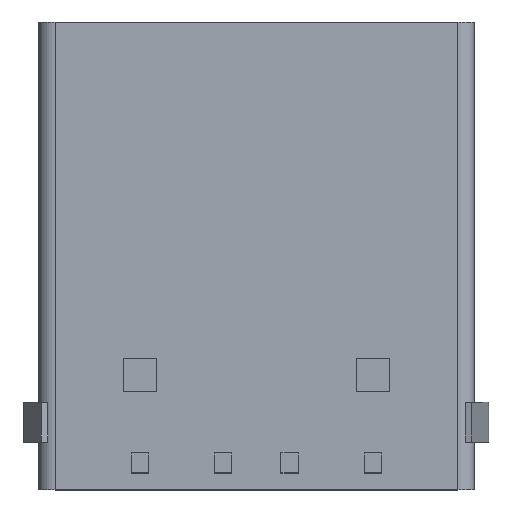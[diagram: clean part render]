
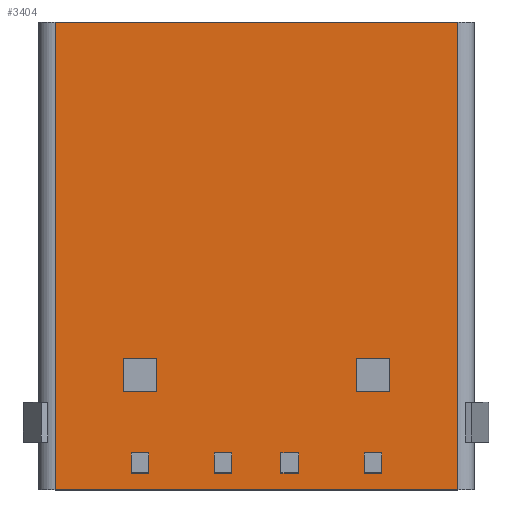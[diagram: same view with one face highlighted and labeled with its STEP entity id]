
A CAD part, top view. The second image highlights one B-rep face of the part: STEP entity #3404.
In plain terms, the highlighted planar face has unit normal (0, 0, 1).
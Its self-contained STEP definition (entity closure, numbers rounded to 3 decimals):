
#53=DIRECTION('',(1.,0.,0.));
#54=VECTOR('',#53,12.1);
#55=CARTESIAN_POINT('',(-6.05,-7.025,2.86));
#56=LINE('',#55,#54);
#175=DIRECTION('',(0.,-1.,0.));
#176=VECTOR('',#175,14.05);
#177=CARTESIAN_POINT('',(-6.05,7.025,2.86));
#178=LINE('',#177,#176);
#182=DIRECTION('',(0.,-1.,0.));
#183=VECTOR('',#182,14.05);
#184=CARTESIAN_POINT('',(6.05,7.025,2.86));
#185=LINE('',#184,#183);
#189=DIRECTION('',(0.,1.,0.));
#190=VECTOR('',#189,0.6);
#191=CARTESIAN_POINT('',(1.265,-6.525,2.86));
#192=LINE('',#191,#190);
#196=DIRECTION('',(-1.,0.,0.));
#197=VECTOR('',#196,0.529);
#198=CARTESIAN_POINT('',(1.265,-5.925,2.86));
#199=LINE('',#198,#197);
#203=DIRECTION('',(0.,-1.,0.));
#204=VECTOR('',#203,0.6);
#205=CARTESIAN_POINT('',(0.735,-5.925,2.86));
#206=LINE('',#205,#204);
#210=DIRECTION('',(1.,0.,0.));
#211=VECTOR('',#210,0.529);
#212=CARTESIAN_POINT('',(0.735,-6.525,2.86));
#213=LINE('',#212,#211);
#217=DIRECTION('',(1.,0.,0.));
#218=VECTOR('',#217,0.529);
#219=CARTESIAN_POINT('',(-1.265,-6.525,2.86));
#220=LINE('',#219,#218);
#224=DIRECTION('',(0.,1.,0.));
#225=VECTOR('',#224,0.6);
#226=CARTESIAN_POINT('',(-0.735,-6.525,2.86));
#227=LINE('',#226,#225);
#231=DIRECTION('',(-1.,0.,0.));
#232=VECTOR('',#231,0.529);
#233=CARTESIAN_POINT('',(-0.735,-5.925,2.86));
#234=LINE('',#233,#232);
#238=DIRECTION('',(0.,-1.,0.));
#239=VECTOR('',#238,0.6);
#240=CARTESIAN_POINT('',(-1.265,-5.925,2.86));
#241=LINE('',#240,#239);
#245=DIRECTION('',(0.,1.,0.));
#246=VECTOR('',#245,0.6);
#247=CARTESIAN_POINT('',(3.765,-6.525,2.86));
#248=LINE('',#247,#246);
#252=DIRECTION('',(-1.,0.,0.));
#253=VECTOR('',#252,0.529);
#254=CARTESIAN_POINT('',(3.765,-5.925,2.86));
#255=LINE('',#254,#253);
#259=DIRECTION('',(0.,-1.,0.));
#260=VECTOR('',#259,0.6);
#261=CARTESIAN_POINT('',(3.235,-5.925,2.86));
#262=LINE('',#261,#260);
#266=DIRECTION('',(1.,0.,0.));
#267=VECTOR('',#266,0.529);
#268=CARTESIAN_POINT('',(3.235,-6.525,2.86));
#269=LINE('',#268,#267);
#273=DIRECTION('',(0.,1.,0.));
#274=VECTOR('',#273,0.6);
#275=CARTESIAN_POINT('',(-3.235,-6.525,2.86));
#276=LINE('',#275,#274);
#280=DIRECTION('',(-1.,0.,0.));
#281=VECTOR('',#280,0.529);
#282=CARTESIAN_POINT('',(-3.235,-5.925,2.86));
#283=LINE('',#282,#281);
#287=DIRECTION('',(0.,-1.,0.));
#288=VECTOR('',#287,0.6);
#289=CARTESIAN_POINT('',(-3.765,-5.925,2.86));
#290=LINE('',#289,#288);
#294=DIRECTION('',(1.,0.,0.));
#295=VECTOR('',#294,0.529);
#296=CARTESIAN_POINT('',(-3.765,-6.525,2.86));
#297=LINE('',#296,#295);
#301=DIRECTION('',(0.,1.,0.));
#302=VECTOR('',#301,1.);
#303=CARTESIAN_POINT('',(4.,-4.075,2.86));
#304=LINE('',#303,#302);
#308=DIRECTION('',(-1.,0.,0.));
#309=VECTOR('',#308,1.);
#310=CARTESIAN_POINT('',(4.,-3.075,2.86));
#311=LINE('',#310,#309);
#315=DIRECTION('',(0.,-1.,0.));
#316=VECTOR('',#315,1.);
#317=CARTESIAN_POINT('',(3.,-3.075,2.86));
#318=LINE('',#317,#316);
#322=DIRECTION('',(1.,0.,0.));
#323=VECTOR('',#322,1.);
#324=CARTESIAN_POINT('',(3.,-4.075,2.86));
#325=LINE('',#324,#323);
#329=DIRECTION('',(1.,0.,0.));
#330=VECTOR('',#329,1.);
#331=CARTESIAN_POINT('',(-4.,-4.075,2.86));
#332=LINE('',#331,#330);
#336=DIRECTION('',(0.,1.,0.));
#337=VECTOR('',#336,1.);
#338=CARTESIAN_POINT('',(-3.,-4.075,2.86));
#339=LINE('',#338,#337);
#343=DIRECTION('',(-1.,0.,0.));
#344=VECTOR('',#343,1.);
#345=CARTESIAN_POINT('',(-3.,-3.075,2.86));
#346=LINE('',#345,#344);
#350=DIRECTION('',(0.,-1.,0.));
#351=VECTOR('',#350,1.);
#352=CARTESIAN_POINT('',(-4.,-3.075,2.86));
#353=LINE('',#352,#351);
#608=DIRECTION('',(1.,0.,0.));
#609=VECTOR('',#608,12.1);
#610=CARTESIAN_POINT('',(-6.05,7.025,2.86));
#611=LINE('',#610,#609);
#2780=CARTESIAN_POINT('',(-6.05,-7.025,2.86));
#2781=VERTEX_POINT('',#2780);
#2782=CARTESIAN_POINT('',(-6.05,7.025,2.86));
#2783=VERTEX_POINT('',#2782);
#2784=CARTESIAN_POINT('',(6.05,-7.025,2.86));
#2785=VERTEX_POINT('',#2784);
#2786=CARTESIAN_POINT('',(6.05,7.025,2.86));
#2787=VERTEX_POINT('',#2786);
#3072=CARTESIAN_POINT('',(1.265,-6.525,2.86));
#3073=CARTESIAN_POINT('',(1.265,-5.925,2.86));
#3074=VERTEX_POINT('',#3072);
#3075=VERTEX_POINT('',#3073);
#3076=CARTESIAN_POINT('',(0.735,-5.925,2.86));
#3077=VERTEX_POINT('',#3076);
#3078=CARTESIAN_POINT('',(0.735,-6.525,2.86));
#3079=VERTEX_POINT('',#3078);
#3080=CARTESIAN_POINT('',(-1.265,-6.525,2.86));
#3081=CARTESIAN_POINT('',(-0.735,-6.525,2.86));
#3082=VERTEX_POINT('',#3080);
#3083=VERTEX_POINT('',#3081);
#3084=CARTESIAN_POINT('',(-0.735,-5.925,2.86));
#3085=VERTEX_POINT('',#3084);
#3086=CARTESIAN_POINT('',(-1.265,-5.925,2.86));
#3087=VERTEX_POINT('',#3086);
#3088=CARTESIAN_POINT('',(3.765,-6.525,2.86));
#3089=CARTESIAN_POINT('',(3.765,-5.925,2.86));
#3090=VERTEX_POINT('',#3088);
#3091=VERTEX_POINT('',#3089);
#3092=CARTESIAN_POINT('',(3.235,-5.925,2.86));
#3093=VERTEX_POINT('',#3092);
#3094=CARTESIAN_POINT('',(3.235,-6.525,2.86));
#3095=VERTEX_POINT('',#3094);
#3096=CARTESIAN_POINT('',(-3.235,-6.525,2.86));
#3097=CARTESIAN_POINT('',(-3.235,-5.925,2.86));
#3098=VERTEX_POINT('',#3096);
#3099=VERTEX_POINT('',#3097);
#3100=CARTESIAN_POINT('',(-3.765,-5.925,2.86));
#3101=VERTEX_POINT('',#3100);
#3102=CARTESIAN_POINT('',(-3.765,-6.525,2.86));
#3103=VERTEX_POINT('',#3102);
#3120=CARTESIAN_POINT('',(4.,-4.075,2.86));
#3121=CARTESIAN_POINT('',(4.,-3.075,2.86));
#3122=VERTEX_POINT('',#3120);
#3123=VERTEX_POINT('',#3121);
#3124=CARTESIAN_POINT('',(3.,-3.075,2.86));
#3125=VERTEX_POINT('',#3124);
#3126=CARTESIAN_POINT('',(3.,-4.075,2.86));
#3127=VERTEX_POINT('',#3126);
#3128=CARTESIAN_POINT('',(-4.,-4.075,2.86));
#3129=CARTESIAN_POINT('',(-3.,-4.075,2.86));
#3130=VERTEX_POINT('',#3128);
#3131=VERTEX_POINT('',#3129);
#3132=CARTESIAN_POINT('',(-3.,-3.075,2.86));
#3133=VERTEX_POINT('',#3132);
#3134=CARTESIAN_POINT('',(-4.,-3.075,2.86));
#3135=VERTEX_POINT('',#3134);
#3331=CARTESIAN_POINT('',(-6.55,-7.025,2.86));
#3332=DIRECTION('',(0.,0.,1.));
#3333=DIRECTION('',(1.,0.,0.));
#3334=AXIS2_PLACEMENT_3D('',#3331,#3332,#3333);
#3335=PLANE('',#3334);
#3337=ORIENTED_EDGE('',*,*,#3336,.F.);
#3339=ORIENTED_EDGE('',*,*,#3338,.T.);
#3340=ORIENTED_EDGE('',*,*,#3323,.T.);
#3341=ORIENTED_EDGE('',*,*,#3243,.F.);
#3342=EDGE_LOOP('',(#3337,#3339,#3340,#3341));
#3343=FACE_OUTER_BOUND('',#3342,.F.);
#3345=ORIENTED_EDGE('',*,*,#3344,.T.);
#3347=ORIENTED_EDGE('',*,*,#3346,.T.);
#3349=ORIENTED_EDGE('',*,*,#3348,.T.);
#3351=ORIENTED_EDGE('',*,*,#3350,.T.);
#3352=EDGE_LOOP('',(#3345,#3347,#3349,#3351));
#3353=FACE_BOUND('',#3352,.F.);
#3355=ORIENTED_EDGE('',*,*,#3354,.T.);
#3357=ORIENTED_EDGE('',*,*,#3356,.T.);
#3359=ORIENTED_EDGE('',*,*,#3358,.T.);
#3361=ORIENTED_EDGE('',*,*,#3360,.T.);
#3362=EDGE_LOOP('',(#3355,#3357,#3359,#3361));
#3363=FACE_BOUND('',#3362,.F.);
#3365=ORIENTED_EDGE('',*,*,#3364,.T.);
#3367=ORIENTED_EDGE('',*,*,#3366,.T.);
#3369=ORIENTED_EDGE('',*,*,#3368,.T.);
#3371=ORIENTED_EDGE('',*,*,#3370,.T.);
#3372=EDGE_LOOP('',(#3365,#3367,#3369,#3371));
#3373=FACE_BOUND('',#3372,.F.);
#3375=ORIENTED_EDGE('',*,*,#3374,.T.);
#3377=ORIENTED_EDGE('',*,*,#3376,.T.);
#3379=ORIENTED_EDGE('',*,*,#3378,.T.);
#3381=ORIENTED_EDGE('',*,*,#3380,.T.);
#3382=EDGE_LOOP('',(#3375,#3377,#3379,#3381));
#3383=FACE_BOUND('',#3382,.F.);
#3385=ORIENTED_EDGE('',*,*,#3384,.T.);
#3387=ORIENTED_EDGE('',*,*,#3386,.T.);
#3389=ORIENTED_EDGE('',*,*,#3388,.T.);
#3391=ORIENTED_EDGE('',*,*,#3390,.T.);
#3392=EDGE_LOOP('',(#3385,#3387,#3389,#3391));
#3393=FACE_BOUND('',#3392,.F.);
#3395=ORIENTED_EDGE('',*,*,#3394,.T.);
#3397=ORIENTED_EDGE('',*,*,#3396,.T.);
#3399=ORIENTED_EDGE('',*,*,#3398,.T.);
#3401=ORIENTED_EDGE('',*,*,#3400,.T.);
#3402=EDGE_LOOP('',(#3395,#3397,#3399,#3401));
#3403=FACE_BOUND('',#3402,.F.);
#3404=ADVANCED_FACE('',(#3343,#3353,#3363,#3373,#3383,#3393,#3403),#3335,.T.);
#3243=EDGE_CURVE('',#2781,#2785,#56,.T.);
#3323=EDGE_CURVE('',#2787,#2785,#185,.T.);
#3336=EDGE_CURVE('',#2783,#2781,#178,.T.);
#3338=EDGE_CURVE('',#2783,#2787,#611,.T.);
#3344=EDGE_CURVE('',#3074,#3075,#192,.T.);
#3346=EDGE_CURVE('',#3075,#3077,#199,.T.);
#3348=EDGE_CURVE('',#3077,#3079,#206,.T.);
#3350=EDGE_CURVE('',#3079,#3074,#213,.T.);
#3354=EDGE_CURVE('',#3082,#3083,#220,.T.);
#3356=EDGE_CURVE('',#3083,#3085,#227,.T.);
#3358=EDGE_CURVE('',#3085,#3087,#234,.T.);
#3360=EDGE_CURVE('',#3087,#3082,#241,.T.);
#3364=EDGE_CURVE('',#3090,#3091,#248,.T.);
#3366=EDGE_CURVE('',#3091,#3093,#255,.T.);
#3368=EDGE_CURVE('',#3093,#3095,#262,.T.);
#3370=EDGE_CURVE('',#3095,#3090,#269,.T.);
#3374=EDGE_CURVE('',#3098,#3099,#276,.T.);
#3376=EDGE_CURVE('',#3099,#3101,#283,.T.);
#3378=EDGE_CURVE('',#3101,#3103,#290,.T.);
#3380=EDGE_CURVE('',#3103,#3098,#297,.T.);
#3384=EDGE_CURVE('',#3122,#3123,#304,.T.);
#3386=EDGE_CURVE('',#3123,#3125,#311,.T.);
#3388=EDGE_CURVE('',#3125,#3127,#318,.T.);
#3390=EDGE_CURVE('',#3127,#3122,#325,.T.);
#3394=EDGE_CURVE('',#3130,#3131,#332,.T.);
#3396=EDGE_CURVE('',#3131,#3133,#339,.T.);
#3398=EDGE_CURVE('',#3133,#3135,#346,.T.);
#3400=EDGE_CURVE('',#3135,#3130,#353,.T.);
